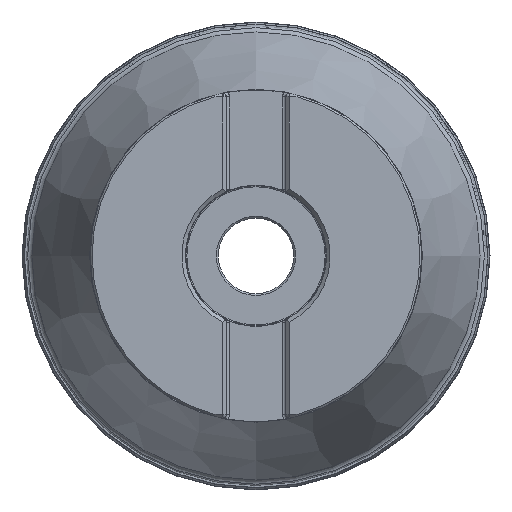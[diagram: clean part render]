
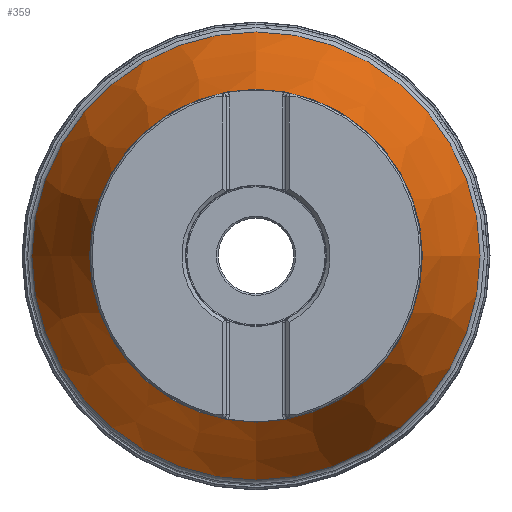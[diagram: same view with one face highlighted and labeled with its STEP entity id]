
A CAD part, top view. The second image highlights one B-rep face of the part: STEP entity #359.
In plain terms, the highlighted conical face has half-angle 22.952 degrees and reference radius 45 mm.
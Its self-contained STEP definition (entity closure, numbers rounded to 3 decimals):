
#296=CONICAL_SURFACE('',#1808,45.,22.952);
#359=ADVANCED_FACE('',(#660,#661),#296,.T.);
#660=FACE_BOUND('',#795,.T.);
#661=FACE_BOUND('',#796,.T.);
#795=EDGE_LOOP('',(#1007));
#796=EDGE_LOOP('',(#1008));
#1007=ORIENTED_EDGE('',*,*,#1502,.T.);
#1008=ORIENTED_EDGE('',*,*,#1503,.T.);
#1354=VERTEX_POINT('',#3016);
#1355=VERTEX_POINT('',#3018);
#1502=EDGE_CURVE('',#1354,#1354,#1680,.T.);
#1503=EDGE_CURVE('',#1355,#1355,#1681,.T.);
#1680=CIRCLE('',#1806,60.799);
#1681=CIRCLE('',#1807,45.158);
#1806=AXIS2_PLACEMENT_3D('',#3015,#2129,#2130);
#1807=AXIS2_PLACEMENT_3D('',#3017,#2131,#2132);
#1808=AXIS2_PLACEMENT_3D('',#3019,#2133,#2134);
#2129=DIRECTION('',(0.,0.,1.));
#2130=DIRECTION('',(-1.,0.,0.));
#2131=DIRECTION('',(0.,0.,-1.));
#2132=DIRECTION('',(-1.,0.,0.));
#2133=DIRECTION('',(0.,0.,-1.));
#2134=DIRECTION('',(-1.,0.,0.));
#3015=CARTESIAN_POINT('',(0.,0.,-49.305));
#3016=CARTESIAN_POINT('',(-60.799,0.,-49.305));
#3017=CARTESIAN_POINT('',(0.,0.,-12.374));
#3018=CARTESIAN_POINT('',(-45.158,0.,-12.374));
#3019=CARTESIAN_POINT('',(0.,0.,-12.));
